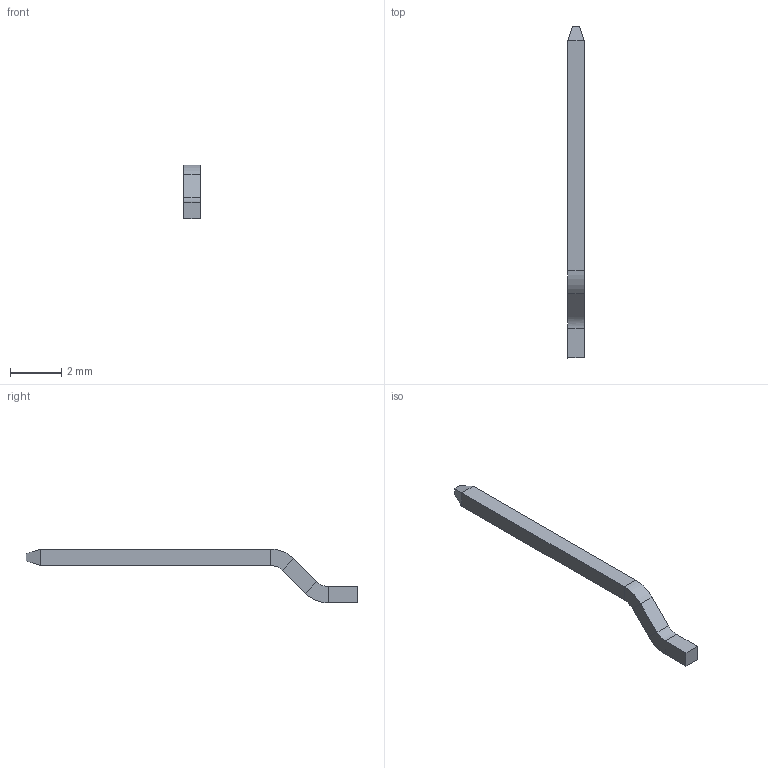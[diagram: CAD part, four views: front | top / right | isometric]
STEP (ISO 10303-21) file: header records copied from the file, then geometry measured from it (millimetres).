
FILE_DESCRIPTION(('FreeCAD Model'),'2;1');
FILE_NAME('T-1S6-DH001.stp','2016-01-27T22:41:24',('FreeCAD'),('FreeCAD'), 'Open CASCADE STEP processor 6.8','FreeCAD','Unknown');
FILE_SCHEMA(('AUTOMOTIVE_DESIGN_CC2 { 1 2 10303 214 -1 1 5 4 }'));
Length unit declared in the file: millimetre
Products named in the file (1): Open CASCADE STEP translator 6.8 415
Bounding box: 0.64 x 12.95 x 2.1 mm (x, y, z)
Volume: 5.3 mm3; surface area: 34.4 mm2
Topology: 1 solids, 1 shells, 26 faces, 52 edges, 28 vertices
Faces by surface type: plane 22, bspline 4
Entity records: 1586 total; most frequent: CARTESIAN_POINT 819, B_SPLINE_CURVE_WITH_KNOTS 140, ORIENTED_EDGE 104, PCURVE 104, DEFINITIONAL_REPRESENTATION 104, EDGE_CURVE 52, SURFACE_CURVE 52, DIRECTION 46
